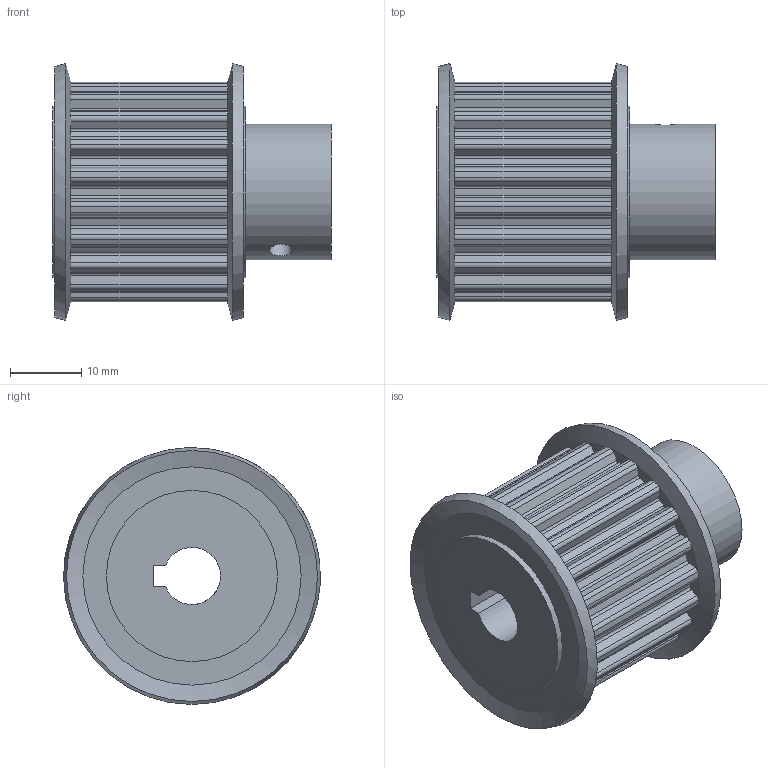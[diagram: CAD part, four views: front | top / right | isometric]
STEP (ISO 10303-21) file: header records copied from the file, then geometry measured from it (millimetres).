
FILE_DESCRIPTION(/* description */ ('STEP AP214'),/* implementation_level */ '2;1');
FILE_NAME(/* name */ 'TTPT20T5200-B-N8',/* time_stamp */ '2024-02-01T15:07:38+01:00',/* author */ ('License CC BY-ND 4.0'),/* organization */ ('CADENAS'),/* preprocessor_version */ 'ST-DEVELOPER v19.3',/* originating_system */ 'PARTsolutions',/* authorisation */ ' ');
FILE_SCHEMA (('AUTOMOTIVE_DESIGN {1 0 10303 214 3 1 1}'));
Length unit declared in the file: millimetre
Products named in the file (3): TTPT20T5200-B-N8; TTPT20T5200-B-N8_b; SET-SCREW4-3
Assembly tree (3 placements, depth 2):
  TTPT20T5200-B-N8
    TTPT20T5200-B-N8_b
    SET-SCREW4-3  x2
Bounding box: 39 x 36 x 36 mm (x, y, z)
Volume: 20018.1 mm3; surface area: 8035.2 mm2
Topology: 3 solids, 3 shells, 259 faces, 654 edges, 403 vertices
Faces by surface type: cylinder 128, plane 119, cone 12
Full cylindrical faces by diameter (mm): 3.242 x2, 4 x2, 19 x1, 24 x2
Entity records: 7302 total; most frequent: DIRECTION 1384, CARTESIAN_POINT 1248, ORIENTED_EDGE 1186, EDGE_CURVE 593, AXIS2_PLACEMENT_3D 551, VERTEX_POINT 374, CIRCLE 306, LINE 282
